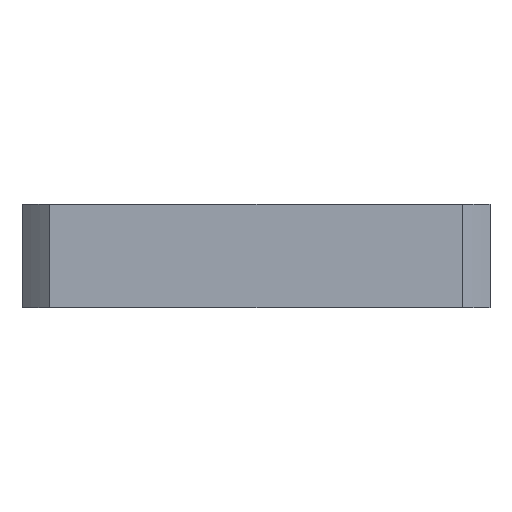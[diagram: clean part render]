
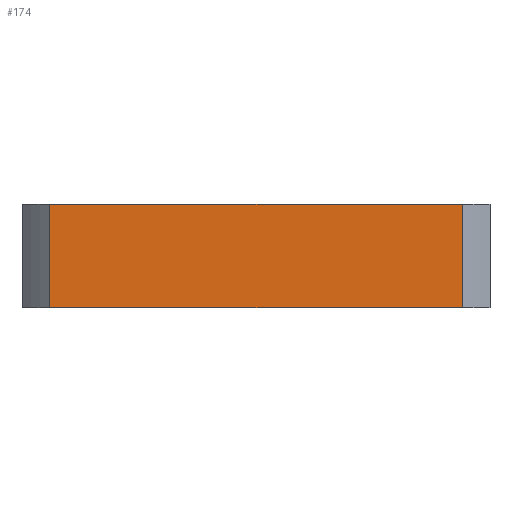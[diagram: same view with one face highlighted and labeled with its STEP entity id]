
A CAD part, left-side view. The second image highlights one B-rep face of the part: STEP entity #174.
In plain terms, the highlighted planar face has unit normal (-1, 0, 0).
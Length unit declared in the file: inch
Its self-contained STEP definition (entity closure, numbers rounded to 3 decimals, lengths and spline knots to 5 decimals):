
#87 = ORIENTED_EDGE ( 'NONE', *, *, #749, .T. ) ;
#115 = VECTOR ( 'NONE', #542, 39.37008 ) ;
#162 = DIRECTION ( 'NONE',  ( 1., 0., 0. ) ) ;
#167 = LINE ( 'NONE', #440, #1080 ) ;
#174 = ADVANCED_FACE ( 'NONE', ( #445 ), #966, .F. ) ;
#265 = VECTOR ( 'NONE', #1190, 39.37008 ) ;
#291 = LINE ( 'NONE', #1290, #265 ) ;
#341 = EDGE_LOOP ( 'NONE', ( #898, #87, #1084, #701 ) ) ;
#410 = VECTOR ( 'NONE', #965, 39.37008 ) ;
#432 = VERTEX_POINT ( 'NONE', #1133 ) ;
#440 = CARTESIAN_POINT ( 'NONE',  ( -0.75, 0.75, -0.1655 ) ) ;
#445 = FACE_OUTER_BOUND ( 'NONE', #341, .T. ) ;
#449 = VERTEX_POINT ( 'NONE', #534 ) ;
#451 = CARTESIAN_POINT ( 'NONE',  ( -0.75, -0.66144, -0.1655 ) ) ;
#475 = VERTEX_POINT ( 'NONE', #727 ) ;
#534 = CARTESIAN_POINT ( 'NONE',  ( -0.75, 0.66144, 0.1655 ) ) ;
#542 = DIRECTION ( 'NONE',  ( 0., 0., 1. ) ) ;
#614 = LINE ( 'NONE', #1166, #115 ) ;
#701 = ORIENTED_EDGE ( 'NONE', *, *, #1056, .F. ) ;
#727 = CARTESIAN_POINT ( 'NONE',  ( -0.75, -0.66144, 0.1655 ) ) ;
#749 = EDGE_CURVE ( 'NONE', #432, #1141, #167, .T. ) ;
#756 = LINE ( 'NONE', #451, #410 ) ;
#773 = DIRECTION ( 'NONE',  ( 0., 0., -1. ) ) ;
#857 = EDGE_CURVE ( 'NONE', #475, #1141, #756, .T. ) ;
#870 = CARTESIAN_POINT ( 'NONE',  ( -0.75, -0.66144, -0.1655 ) ) ;
#897 = EDGE_CURVE ( 'NONE', #432, #449, #614, .T. ) ;
#898 = ORIENTED_EDGE ( 'NONE', *, *, #897, .F. ) ;
#965 = DIRECTION ( 'NONE',  ( 0., 0., -1. ) ) ;
#966 = PLANE ( 'NONE',  #969 ) ;
#969 = AXIS2_PLACEMENT_3D ( 'NONE', #1167, #162, #773 ) ;
#1056 = EDGE_CURVE ( 'NONE', #449, #475, #291, .T. ) ;
#1080 = VECTOR ( 'NONE', #1151, 39.37008 ) ;
#1084 = ORIENTED_EDGE ( 'NONE', *, *, #857, .F. ) ;
#1133 = CARTESIAN_POINT ( 'NONE',  ( -0.75, 0.66144, -0.1655 ) ) ;
#1141 = VERTEX_POINT ( 'NONE', #870 ) ;
#1151 = DIRECTION ( 'NONE',  ( 0., -1., 0. ) ) ;
#1166 = CARTESIAN_POINT ( 'NONE',  ( -0.75, 0.66144, -0.1655 ) ) ;
#1167 = CARTESIAN_POINT ( 'NONE',  ( -0.75, 0.75, 0.1655 ) ) ;
#1190 = DIRECTION ( 'NONE',  ( 0., -1., 0. ) ) ;
#1290 = CARTESIAN_POINT ( 'NONE',  ( -0.75, 0.75, 0.1655 ) ) ;
